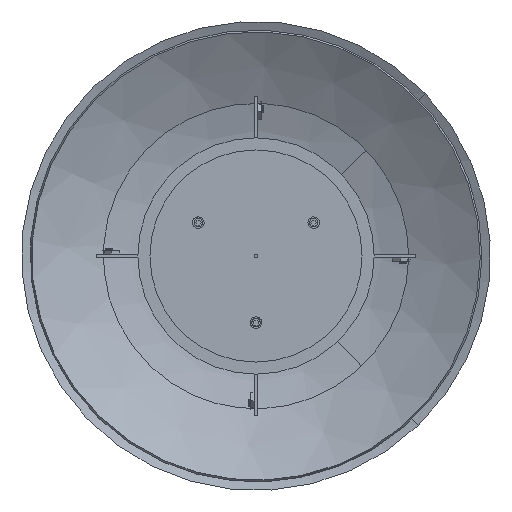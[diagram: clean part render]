
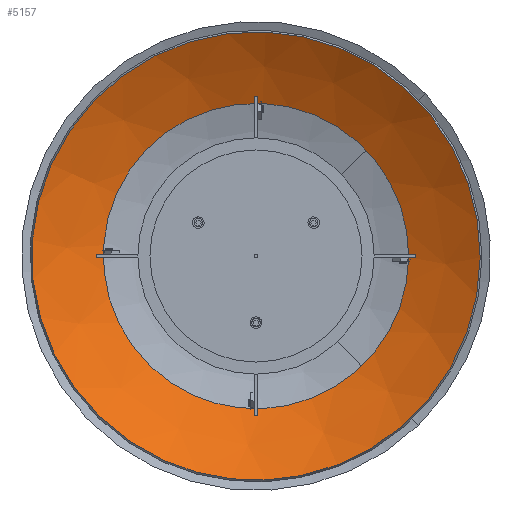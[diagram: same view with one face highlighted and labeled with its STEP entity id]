
A CAD part, front view. The second image highlights one B-rep face of the part: STEP entity #5157.
In plain terms, the highlighted free-form (B-spline) face has degree [2, 2] with [3, 9] control points.
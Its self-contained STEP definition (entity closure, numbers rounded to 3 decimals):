
#138=(
BOUNDED_SURFACE()
B_SPLINE_SURFACE(2,2,((#9647,#9648,#9649,#9650,#9651,#9652,#9653,#9654,
#9655),(#9656,#9657,#9658,#9659,#9660,#9661,#9662,#9663,#9664),(#9665,#9666,
#9667,#9668,#9669,#9670,#9671,#9672,#9673)),.UNSPECIFIED.,.F.,.T.,.F.)
B_SPLINE_SURFACE_WITH_KNOTS((3,3),(3,2,2,2,3),(0.955,1.193),
(-3.142,-1.571,0.,1.571,3.142),
 .UNSPECIFIED.)
GEOMETRIC_REPRESENTATION_ITEM()
RATIONAL_B_SPLINE_SURFACE(((1.,0.707,1.,0.707,1.,
0.707,1.,0.707,1.),(0.993,0.702,
0.993,0.702,0.993,0.702,
0.993,0.702,0.993),(1.,0.707,
1.,0.707,1.,0.707,1.,0.707,1.)))
REPRESENTATION_ITEM('')
SURFACE()
);
#839=FACE_OUTER_BOUND('',#1194,.T.);
#1194=EDGE_LOOP('',(#4684,#4685,#4686,#4687,#4688,#4689,#4690,#4691));
#2147=CIRCLE('',#6255,126.);
#2148=CIRCLE('',#6256,126.);
#2149=CIRCLE('',#6257,126.);
#2154=CIRCLE('',#6263,185.);
#2155=CIRCLE('',#6264,185.);
#2156=CIRCLE('',#6265,185.);
#2157=CIRCLE('',#6266,282.562);
#2644=VERTEX_POINT('',#9598);
#2645=VERTEX_POINT('',#9600);
#2646=VERTEX_POINT('',#9602);
#2650=VERTEX_POINT('',#9640);
#2651=VERTEX_POINT('',#9642);
#2652=VERTEX_POINT('',#9644);
#3329=EDGE_CURVE('',#2644,#2645,#2147,.T.);
#3330=EDGE_CURVE('',#2645,#2646,#2148,.T.);
#3331=EDGE_CURVE('',#2646,#2644,#2149,.T.);
#3337=EDGE_CURVE('',#2651,#2650,#2154,.T.);
#3338=EDGE_CURVE('',#2652,#2651,#2155,.T.);
#3339=EDGE_CURVE('',#2650,#2652,#2156,.T.);
#3340=EDGE_CURVE('',#2645,#2652,#2157,.T.);
#4684=ORIENTED_EDGE('',*,*,#3331,.F.);
#4685=ORIENTED_EDGE('',*,*,#3330,.F.);
#4686=ORIENTED_EDGE('',*,*,#3340,.T.);
#4687=ORIENTED_EDGE('',*,*,#3338,.T.);
#4688=ORIENTED_EDGE('',*,*,#3337,.T.);
#4689=ORIENTED_EDGE('',*,*,#3339,.T.);
#4690=ORIENTED_EDGE('',*,*,#3340,.F.);
#4691=ORIENTED_EDGE('',*,*,#3329,.F.);
#5157=ADVANCED_FACE('',(#839),#138,.T.);
#6255=AXIS2_PLACEMENT_3D('',#9601,#7720,#7721);
#6256=AXIS2_PLACEMENT_3D('',#9603,#7722,#7723);
#6257=AXIS2_PLACEMENT_3D('',#9604,#7724,#7725);
#6263=AXIS2_PLACEMENT_3D('',#9643,#7737,#7738);
#6264=AXIS2_PLACEMENT_3D('',#9645,#7739,#7740);
#6265=AXIS2_PLACEMENT_3D('',#9646,#7741,#7742);
#6266=AXIS2_PLACEMENT_3D('',#9674,#7743,#7744);
#7720=DIRECTION('center_axis',(0.,0.,
-1.));
#7721=DIRECTION('ref_axis',(-0.581,0.814,0.));
#7722=DIRECTION('center_axis',(0.,0.,
-1.));
#7723=DIRECTION('ref_axis',(-0.581,0.814,0.));
#7724=DIRECTION('center_axis',(0.,0.,
-1.));
#7725=DIRECTION('ref_axis',(-0.581,0.814,0.));
#7737=DIRECTION('center_axis',(0.,0.,-1.));
#7738=DIRECTION('ref_axis',(-0.581,0.814,0.));
#7739=DIRECTION('center_axis',(0.,0.,-1.));
#7740=DIRECTION('ref_axis',(-0.581,0.814,0.));
#7741=DIRECTION('center_axis',(0.,0.,-1.));
#7742=DIRECTION('ref_axis',(-0.581,0.814,0.));
#7743=DIRECTION('center_axis',(0.,-1.,0.));
#7744=DIRECTION('ref_axis',(-1.,0.,0.));
#9598=CARTESIAN_POINT('',(73.22,102.542,32.));
#9600=CARTESIAN_POINT('',(-126.,0.,32.));
#9601=CARTESIAN_POINT('Origin',(0.,0.,
32.));
#9602=CARTESIAN_POINT('',(0.,126.,32.));
#9603=CARTESIAN_POINT('Origin',(0.,0.,
32.));
#9604=CARTESIAN_POINT('Origin',(0.,0.,
32.));
#9640=CARTESIAN_POINT('',(107.505,150.558,0.));
#9642=CARTESIAN_POINT('',(0.,185.,0.));
#9643=CARTESIAN_POINT('Origin',(0.,0.,
0.));
#9644=CARTESIAN_POINT('',(-185.,0.,0.));
#9645=CARTESIAN_POINT('Origin',(0.,0.,
0.));
#9646=CARTESIAN_POINT('Origin',(0.,0.,
0.));
#9647=CARTESIAN_POINT('Ctrl Pts',(-185.,0.,0.));
#9648=CARTESIAN_POINT('Ctrl Pts',(-185.,-185.,0.));
#9649=CARTESIAN_POINT('Ctrl Pts',(0.,-185.,
0.));
#9650=CARTESIAN_POINT('Ctrl Pts',(185.,-185.,0.));
#9651=CARTESIAN_POINT('Ctrl Pts',(185.,0.,
0.));
#9652=CARTESIAN_POINT('Ctrl Pts',(185.,185.,0.));
#9653=CARTESIAN_POINT('Ctrl Pts',(0.,185.,
0.));
#9654=CARTESIAN_POINT('Ctrl Pts',(-185.,185.,0.));
#9655=CARTESIAN_POINT('Ctrl Pts',(-185.,0.,0.));
#9656=CARTESIAN_POINT('Ctrl Pts',(-157.414,0.,
19.529));
#9657=CARTESIAN_POINT('Ctrl Pts',(-157.414,-157.414,19.529));
#9658=CARTESIAN_POINT('Ctrl Pts',(0.,-157.414,
19.529));
#9659=CARTESIAN_POINT('Ctrl Pts',(157.414,-157.414,19.529));
#9660=CARTESIAN_POINT('Ctrl Pts',(157.414,0.,
19.529));
#9661=CARTESIAN_POINT('Ctrl Pts',(157.414,157.414,19.529));
#9662=CARTESIAN_POINT('Ctrl Pts',(0.,157.414,
19.529));
#9663=CARTESIAN_POINT('Ctrl Pts',(-157.414,157.414,19.529));
#9664=CARTESIAN_POINT('Ctrl Pts',(-157.414,0.,
19.529));
#9665=CARTESIAN_POINT('Ctrl Pts',(-126.,0.,
32.));
#9666=CARTESIAN_POINT('Ctrl Pts',(-126.,-126.,32.));
#9667=CARTESIAN_POINT('Ctrl Pts',(0.,-126.,
32.));
#9668=CARTESIAN_POINT('Ctrl Pts',(126.,-126.,32.));
#9669=CARTESIAN_POINT('Ctrl Pts',(126.,0.,32.));
#9670=CARTESIAN_POINT('Ctrl Pts',(126.,126.,32.));
#9671=CARTESIAN_POINT('Ctrl Pts',(0.,126.,
32.));
#9672=CARTESIAN_POINT('Ctrl Pts',(-126.,126.,32.));
#9673=CARTESIAN_POINT('Ctrl Pts',(-126.,0.,
32.));
#9674=CARTESIAN_POINT('Origin',(-21.738,0.,
-230.623));
